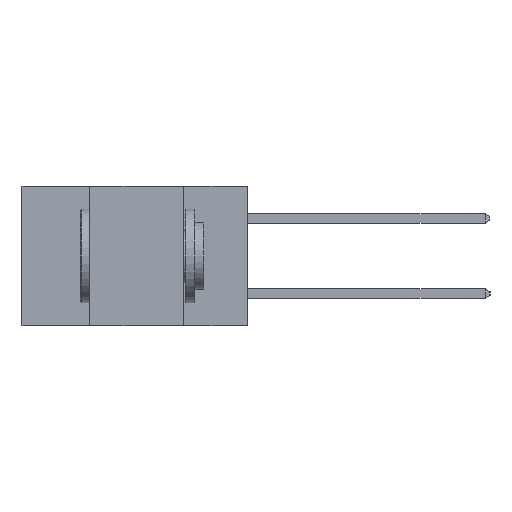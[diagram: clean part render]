
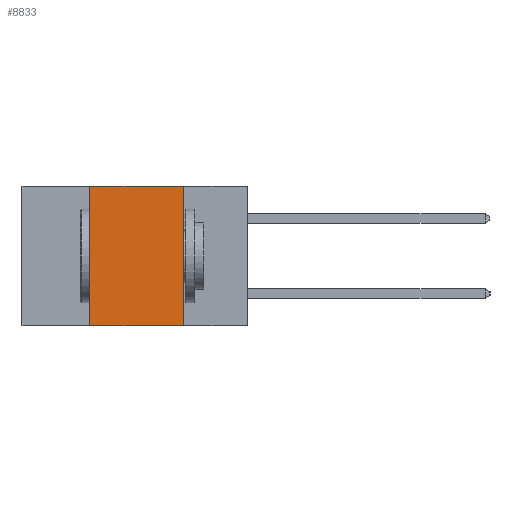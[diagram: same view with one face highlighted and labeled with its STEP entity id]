
A CAD part, left-side view. The second image highlights one B-rep face of the part: STEP entity #8833.
In plain terms, the highlighted planar face has unit normal (-1, 0, 0).
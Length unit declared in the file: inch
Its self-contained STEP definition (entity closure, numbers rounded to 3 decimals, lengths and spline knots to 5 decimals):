
#259 = EDGE_LOOP ( 'NONE', ( #5636, #6019, #6088, #6155 ) ) ;
#440 = VECTOR ( 'NONE', #3747, 39.37008 ) ;
#925 = CARTESIAN_POINT ( 'NONE',  ( 0., 0.6, 0. ) ) ;
#940 = DIRECTION ( 'NONE',  ( 0., -1., 0. ) ) ;
#1086 = DIRECTION ( 'NONE',  ( 1., 0., 0. ) ) ;
#1105 = DIRECTION ( 'NONE',  ( 0., 0., -1. ) ) ;
#1941 = CARTESIAN_POINT ( 'NONE',  ( 0., 0.42, 0. ) ) ;
#2170 = CARTESIAN_POINT ( 'NONE',  ( 0., 0.17, 0. ) ) ;
#2647 = CARTESIAN_POINT ( 'NONE',  ( 0., 0.6, 0. ) ) ;
#2786 = DIRECTION ( 'NONE',  ( 0., 0., -1. ) ) ;
#3073 = CARTESIAN_POINT ( 'NONE',  ( 0., 0.17, -0.37 ) ) ;
#3747 = DIRECTION ( 'NONE',  ( 0., 0., 1. ) ) ;
#5594 = CARTESIAN_POINT ( 'NONE',  ( 0., 0.42, -0.37 ) ) ;
#5636 = ORIENTED_EDGE ( 'NONE', *, *, #10364, .F. ) ;
#5750 = VERTEX_POINT ( 'NONE', #2170 ) ;
#6019 = ORIENTED_EDGE ( 'NONE', *, *, #9560, .F. ) ;
#6088 = ORIENTED_EDGE ( 'NONE', *, *, #11167, .F. ) ;
#6155 = ORIENTED_EDGE ( 'NONE', *, *, #12669, .T. ) ;
#6357 = LINE ( 'NONE', #5594, #440 ) ;
#6494 = VECTOR ( 'NONE', #6638, 39.37008 ) ;
#6587 = FACE_OUTER_BOUND ( 'NONE', #259, .T. ) ;
#6638 = DIRECTION ( 'NONE',  ( 0., -1., 0. ) ) ;
#7095 = CARTESIAN_POINT ( 'NONE',  ( 0., 0.6, -0.37 ) ) ;
#7799 = VERTEX_POINT ( 'NONE', #12048 ) ;
#8015 = VECTOR ( 'NONE', #2786, 39.37008 ) ;
#8174 = AXIS2_PLACEMENT_3D ( 'NONE', #2647, #1086, #1105 ) ;
#8311 = CARTESIAN_POINT ( 'NONE',  ( 0., 0.42, -0.37 ) ) ;
#8833 = ADVANCED_FACE ( 'NONE', ( #6587 ), #9473, .F. ) ;
#9473 = PLANE ( 'NONE',  #8174 ) ;
#9560 = EDGE_CURVE ( 'NONE', #14280, #5750, #12276, .T. ) ;
#10364 = EDGE_CURVE ( 'NONE', #5750, #7799, #11222, .T. ) ;
#11167 = EDGE_CURVE ( 'NONE', #14560, #14280, #6357, .T. ) ;
#11222 = LINE ( 'NONE', #3073, #8015 ) ;
#12048 = CARTESIAN_POINT ( 'NONE',  ( 0., 0.17, -0.37 ) ) ;
#12276 = LINE ( 'NONE', #925, #12632 ) ;
#12632 = VECTOR ( 'NONE', #940, 39.37008 ) ;
#12669 = EDGE_CURVE ( 'NONE', #14560, #7799, #14894, .T. ) ;
#14280 = VERTEX_POINT ( 'NONE', #1941 ) ;
#14560 = VERTEX_POINT ( 'NONE', #8311 ) ;
#14894 = LINE ( 'NONE', #7095, #6494 ) ;
